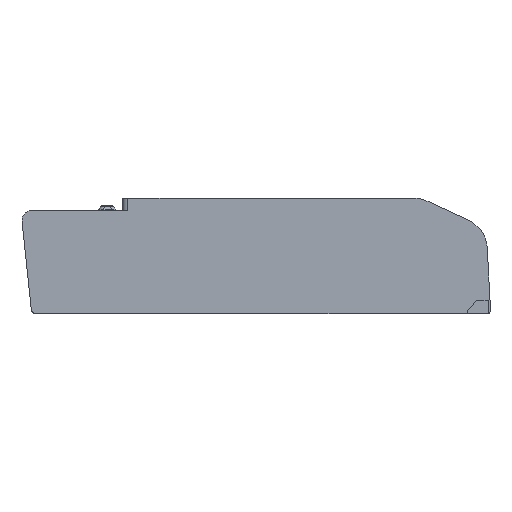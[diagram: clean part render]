
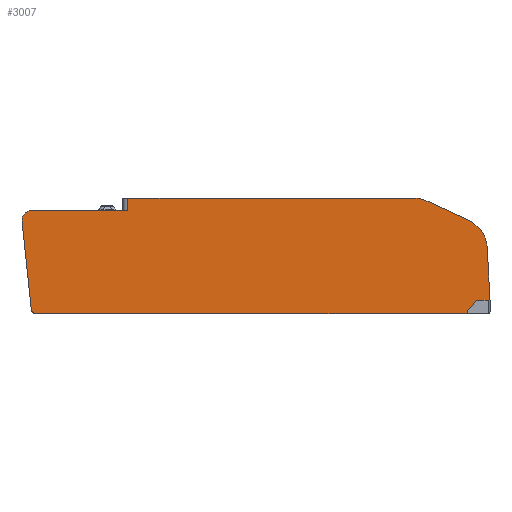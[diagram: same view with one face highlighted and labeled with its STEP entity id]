
A CAD part, left-side view. The second image highlights one B-rep face of the part: STEP entity #3007.
In plain terms, the highlighted planar face has unit normal (-1, 0, 0).
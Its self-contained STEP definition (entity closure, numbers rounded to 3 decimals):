
#309=CARTESIAN_POINT('',(0.95,0.25,0.25));
#310=DIRECTION('',(-1.,0.,0.));
#311=DIRECTION('',(0.,-0.2,-0.98));
#312=AXIS2_PLACEMENT_3D('',#309,#310,#311);
#340=DIRECTION('',(0.,0.,-1.));
#341=VECTOR('',#340,1.495);
#342=CARTESIAN_POINT('',(0.95,0.2,1.5));
#343=LINE('',#342,#341);
#360=DIRECTION('',(0.,0.052,0.999));
#361=VECTOR('',#360,5.908);
#362=CARTESIAN_POINT('',(0.95,0.,1.5));
#363=LINE('',#362,#361);
#364=DIRECTION('',(0.,-1.,0.));
#365=VECTOR('',#364,1.3);
#366=CARTESIAN_POINT('',(0.95,1.5,1.5));
#367=LINE('',#366,#365);
#368=DIRECTION('',(0.,0.643,-0.766));
#369=VECTOR('',#368,1.632);
#370=CARTESIAN_POINT('',(0.95,1.5,1.5));
#371=LINE('',#370,#369);
#372=DIRECTION('',(0.,0.,1.));
#373=VECTOR('',#372,0.25);
#374=CARTESIAN_POINT('',(0.95,2.55,0.));
#375=LINE('',#374,#373);
#376=DIRECTION('',(0.,1.,0.));
#377=VECTOR('',#376,48.067);
#378=CARTESIAN_POINT('',(0.95,2.55,0.));
#379=LINE('',#378,#377);
#380=CARTESIAN_POINT('',(0.95,50.617,0.5));
#381=DIRECTION('',(-1.,0.,0.));
#382=DIRECTION('',(0.,0.995,-0.105));
#383=AXIS2_PLACEMENT_3D('',#380,#381,#382);
#385=DIRECTION('',(0.,-0.105,-0.995));
#386=VECTOR('',#385,9.907);
#387=CARTESIAN_POINT('',(0.95,52.15,10.3));
#388=LINE('',#387,#386);
#389=DIRECTION('',(0.,0.,1.));
#390=VECTOR('',#389,0.18);
#391=CARTESIAN_POINT('',(0.95,52.15,10.3));
#392=LINE('',#391,#390);
#393=CARTESIAN_POINT('',(0.95,51.15,10.48));
#394=DIRECTION('',(-1.,0.,0.));
#395=DIRECTION('',(0.,0.,1.));
#396=AXIS2_PLACEMENT_3D('',#393,#394,#395);
#398=DIRECTION('',(0.,0.,-1.));
#399=VECTOR('',#398,1.42);
#400=CARTESIAN_POINT('',(0.95,40.35,12.9));
#401=LINE('',#400,#399);
#402=DIRECTION('',(0.,1.,0.));
#403=VECTOR('',#402,31.753);
#404=CARTESIAN_POINT('',(0.95,8.597,12.9));
#405=LINE('',#404,#403);
#406=CARTESIAN_POINT('',(0.95,8.597,8.9));
#407=DIRECTION('',(-1.,0.,0.));
#408=DIRECTION('',(0.,-0.423,0.906));
#409=AXIS2_PLACEMENT_3D('',#406,#407,#408);
#411=DIRECTION('',(0.,0.906,0.423));
#412=VECTOR('',#411,5.055);
#413=CARTESIAN_POINT('',(0.95,2.325,10.389));
#414=LINE('',#413,#412);
#415=CARTESIAN_POINT('',(0.95,3.804,7.217));
#416=DIRECTION('',(-1.,0.,0.));
#417=DIRECTION('',(0.,-0.999,0.052));
#418=AXIS2_PLACEMENT_3D('',#415,#416,#417);
#432=DIRECTION('',(0.,0.,1.));
#433=VECTOR('',#432,1.25);
#434=CARTESIAN_POINT('',(0.95,0.,0.25));
#435=LINE('',#434,#433);
#908=DIRECTION('',(0.,1.,0.));
#909=VECTOR('',#908,10.8);
#910=CARTESIAN_POINT('',(0.95,40.35,11.48));
#911=LINE('',#910,#909);
#2042=CARTESIAN_POINT('',(0.95,1.5,1.5));
#2043=CARTESIAN_POINT('',(0.95,2.55,0.25));
#2044=VERTEX_POINT('',#2042);
#2045=VERTEX_POINT('',#2043);
#2046=CARTESIAN_POINT('',(0.95,2.55,0.));
#2048=VERTEX_POINT('',#2046);
#2051=CARTESIAN_POINT('',(0.95,52.15,10.3));
#2053=VERTEX_POINT('',#2051);
#2074=CARTESIAN_POINT('',(0.95,6.907,12.525));
#2075=VERTEX_POINT('',#2074);
#2076=CARTESIAN_POINT('',(0.95,8.597,12.9));
#2077=VERTEX_POINT('',#2076);
#2082=CARTESIAN_POINT('',(0.95,0.309,7.4));
#2083=VERTEX_POINT('',#2082);
#2084=CARTESIAN_POINT('',(0.95,2.325,10.389));
#2085=VERTEX_POINT('',#2084);
#2090=CARTESIAN_POINT('',(0.95,51.15,11.48));
#2091=VERTEX_POINT('',#2090);
#2092=CARTESIAN_POINT('',(0.95,52.15,10.48));
#2093=VERTEX_POINT('',#2092);
#2397=CARTESIAN_POINT('',(0.95,40.35,12.9));
#2398=VERTEX_POINT('',#2397);
#2399=CARTESIAN_POINT('',(0.95,40.35,11.48));
#2400=VERTEX_POINT('',#2399);
#2421=CARTESIAN_POINT('',(0.95,51.114,0.448));
#2422=VERTEX_POINT('',#2421);
#2423=CARTESIAN_POINT('',(0.95,50.617,0.));
#2424=VERTEX_POINT('',#2423);
#2437=CARTESIAN_POINT('',(0.95,0.,0.25));
#2438=CARTESIAN_POINT('',(0.95,0.,1.5));
#2439=VERTEX_POINT('',#2437);
#2440=VERTEX_POINT('',#2438);
#2443=CARTESIAN_POINT('',(0.95,0.2,1.5));
#2444=VERTEX_POINT('',#2443);
#2447=CARTESIAN_POINT('',(0.95,0.2,0.005));
#2448=VERTEX_POINT('',#2447);
#2972=CARTESIAN_POINT('',(0.95,26.15,6.45));
#2973=DIRECTION('',(-1.,0.,0.));
#2974=DIRECTION('',(0.,-1.,0.));
#2975=AXIS2_PLACEMENT_3D('',#2972,#2973,#2974);
#2976=PLANE('',#2975);
#2978=ORIENTED_EDGE('',*,*,#2977,.F.);
#2980=ORIENTED_EDGE('',*,*,#2979,.F.);
#2981=ORIENTED_EDGE('',*,*,#2891,.F.);
#2982=ORIENTED_EDGE('',*,*,#2925,.F.);
#2983=ORIENTED_EDGE('',*,*,#2940,.F.);
#2984=ORIENTED_EDGE('',*,*,#2953,.T.);
#2985=ORIENTED_EDGE('',*,*,#2965,.F.);
#2986=ORIENTED_EDGE('',*,*,#2570,.T.);
#2987=ORIENTED_EDGE('',*,*,#2620,.F.);
#2988=ORIENTED_EDGE('',*,*,#2703,.F.);
#2990=ORIENTED_EDGE('',*,*,#2989,.T.);
#2992=ORIENTED_EDGE('',*,*,#2991,.F.);
#2994=ORIENTED_EDGE('',*,*,#2993,.F.);
#2996=ORIENTED_EDGE('',*,*,#2995,.F.);
#2998=ORIENTED_EDGE('',*,*,#2997,.F.);
#3000=ORIENTED_EDGE('',*,*,#2999,.F.);
#3002=ORIENTED_EDGE('',*,*,#3001,.F.);
#3004=ORIENTED_EDGE('',*,*,#3003,.F.);
#3005=EDGE_LOOP('',(#2978,#2980,#2981,#2982,#2983,#2984,#2985,#2986,#2987,#2988,
#2990,#2992,#2994,#2996,#2998,#3000,#3002,#3004));
#3006=FACE_OUTER_BOUND('',#3005,.F.);
#3007=ADVANCED_FACE('',(#3006),#2976,.T.);
#313=CIRCLE('',#312,0.25);
#384=CIRCLE('',#383,0.5);
#397=CIRCLE('',#396,1.);
#410=CIRCLE('',#409,4.);
#419=CIRCLE('',#418,3.5);
#2570=EDGE_CURVE('',#2048,#2424,#379,.T.);
#2620=EDGE_CURVE('',#2422,#2424,#384,.T.);
#2703=EDGE_CURVE('',#2053,#2422,#388,.T.);
#2891=EDGE_CURVE('',#2448,#2439,#313,.T.);
#2925=EDGE_CURVE('',#2444,#2448,#343,.T.);
#2940=EDGE_CURVE('',#2044,#2444,#367,.T.);
#2953=EDGE_CURVE('',#2044,#2045,#371,.T.);
#2965=EDGE_CURVE('',#2048,#2045,#375,.T.);
#2977=EDGE_CURVE('',#2440,#2083,#363,.T.);
#2979=EDGE_CURVE('',#2439,#2440,#435,.T.);
#2989=EDGE_CURVE('',#2053,#2093,#392,.T.);
#2991=EDGE_CURVE('',#2091,#2093,#397,.T.);
#2993=EDGE_CURVE('',#2400,#2091,#911,.T.);
#2995=EDGE_CURVE('',#2398,#2400,#401,.T.);
#2997=EDGE_CURVE('',#2077,#2398,#405,.T.);
#2999=EDGE_CURVE('',#2075,#2077,#410,.T.);
#3001=EDGE_CURVE('',#2085,#2075,#414,.T.);
#3003=EDGE_CURVE('',#2083,#2085,#419,.T.);
